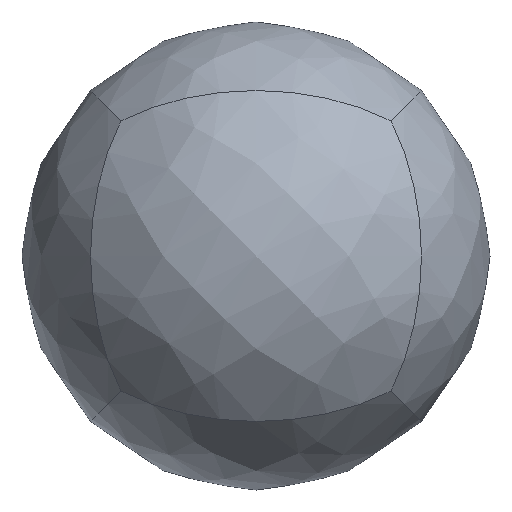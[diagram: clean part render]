
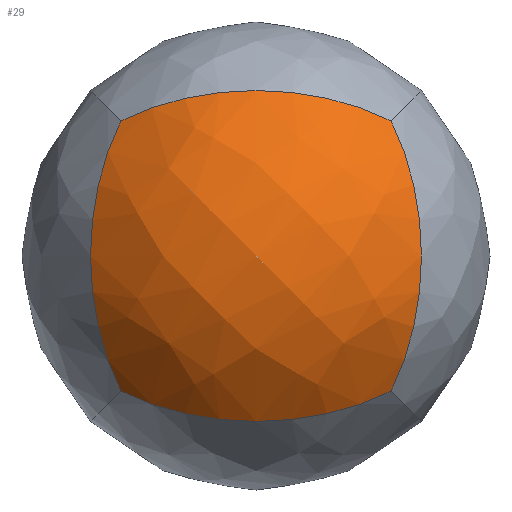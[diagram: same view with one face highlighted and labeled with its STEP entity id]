
A CAD part, front view. The second image highlights one B-rep face of the part: STEP entity #29.
In plain terms, the highlighted free-form (B-spline) face has degree [4, 4] with [5, 5] control points.
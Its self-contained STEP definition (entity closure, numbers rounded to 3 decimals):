
#29=ADVANCED_FACE('',(#35),#167,.T.);
#35=FACE_OUTER_BOUND('',#41,.T.);
#41=EDGE_LOOP('',(#59,#60,#61,#62));
#59=ORIENTED_EDGE('',*,*,#86,.F.);
#60=ORIENTED_EDGE('',*,*,#85,.F.);
#61=ORIENTED_EDGE('',*,*,#84,.F.);
#62=ORIENTED_EDGE('',*,*,#83,.F.);
#83=EDGE_CURVE('',#155,#156,#107,.T.);
#84=EDGE_CURVE('',#156,#157,#108,.T.);
#85=EDGE_CURVE('',#157,#158,#109,.T.);
#86=EDGE_CURVE('',#158,#155,#110,.T.);
#107=TRIMMED_CURVE($,#131,(#543),(#544),.T.,.CARTESIAN.);
#108=TRIMMED_CURVE($,#132,(#546),(#547),.T.,.CARTESIAN.);
#109=TRIMMED_CURVE($,#133,(#549),(#550),.T.,.CARTESIAN.);
#110=TRIMMED_CURVE($,#134,(#552),(#553),.T.,.CARTESIAN.);
#131=CIRCLE('',#278,1.);
#132=CIRCLE('',#279,1.);
#133=CIRCLE('',#280,1.);
#134=CIRCLE('',#281,1.);
#155=VERTEX_POINT('',#538);
#156=VERTEX_POINT('',#539);
#157=VERTEX_POINT('',#540);
#158=VERTEX_POINT('',#541);
#167=(
BOUNDED_SURFACE()
B_SPLINE_SURFACE(4,4,((#513,#514,#515,#516,#517),(#518,#519,#520,#521,#522),
(#523,#524,#525,#526,#527),(#528,#529,#530,#531,#532),(#533,#534,#535,#536,
#537)),.UNSPECIFIED.,.F.,.F.,.F.)
B_SPLINE_SURFACE_WITH_KNOTS((5,5),(5,5),(0.,1.),(0.,1.),.UNSPECIFIED.)
GEOMETRIC_REPRESENTATION_ITEM()
RATIONAL_B_SPLINE_SURFACE(((5.072,4.52,4.357,
4.52,5.072),(4.52,3.866,3.645,
3.866,4.52),(4.357,3.645,3.405,
3.645,4.357),(4.52,3.866,3.645,
3.866,4.52),(5.072,4.52,4.357,
4.52,5.072)))
REPRESENTATION_ITEM('')
SURFACE()
);
#278=AXIS2_PLACEMENT_3D($,#542,#322,#323);
#279=AXIS2_PLACEMENT_3D($,#545,#324,#325);
#280=AXIS2_PLACEMENT_3D($,#548,#326,#327);
#281=AXIS2_PLACEMENT_3D($,#551,#328,#329);
#322=DIRECTION('',(-0.707,0.707,0.));
#323=DIRECTION('',(-0.577,-0.577,-0.577));
#324=DIRECTION('',(0.,0.707,0.707));
#325=DIRECTION('',(-0.577,-0.577,0.577));
#326=DIRECTION('',(0.707,0.707,0.));
#327=DIRECTION('',(0.577,-0.577,0.577));
#328=DIRECTION('',(0.,0.707,-0.707));
#329=DIRECTION('',(0.577,-0.577,-0.577));
#513=CARTESIAN_POINT('',(-0.577,-0.577,-0.577));
#514=CARTESIAN_POINT('',(-0.71,-0.71,-0.313));
#515=CARTESIAN_POINT('',(-0.754,-0.754,0.));
#516=CARTESIAN_POINT('',(-0.71,-0.71,0.313));
#517=CARTESIAN_POINT('',(-0.577,-0.577,0.577));
#518=CARTESIAN_POINT('',(-0.313,-0.71,-0.71));
#519=CARTESIAN_POINT('',(-0.413,-1.,-0.413));
#520=CARTESIAN_POINT('',(-0.457,-1.12,0.));
#521=CARTESIAN_POINT('',(-0.413,-1.,0.413));
#522=CARTESIAN_POINT('',(-0.313,-0.71,0.71));
#523=CARTESIAN_POINT('',(0.,-0.754,-0.754));
#524=CARTESIAN_POINT('',(0.,-1.12,-0.457));
#525=CARTESIAN_POINT('',(0.,-1.28,0.));
#526=CARTESIAN_POINT('',(0.,-1.12,0.457));
#527=CARTESIAN_POINT('',(0.,-0.754,0.754));
#528=CARTESIAN_POINT('',(0.313,-0.71,-0.71));
#529=CARTESIAN_POINT('',(0.413,-1.,-0.413));
#530=CARTESIAN_POINT('',(0.457,-1.12,0.));
#531=CARTESIAN_POINT('',(0.413,-1.,0.413));
#532=CARTESIAN_POINT('',(0.313,-0.71,0.71));
#533=CARTESIAN_POINT('',(0.577,-0.577,-0.577));
#534=CARTESIAN_POINT('',(0.71,-0.71,-0.313));
#535=CARTESIAN_POINT('',(0.754,-0.754,0.));
#536=CARTESIAN_POINT('',(0.71,-0.71,0.313));
#537=CARTESIAN_POINT('',(0.577,-0.577,0.577));
#538=CARTESIAN_POINT('',(-0.577,-0.577,-0.577));
#539=CARTESIAN_POINT('',(-0.577,-0.577,0.577));
#540=CARTESIAN_POINT('',(0.577,-0.577,0.577));
#541=CARTESIAN_POINT('',(0.577,-0.577,-0.577));
#542=CARTESIAN_POINT('',(0.,0.,0.));
#543=CARTESIAN_POINT('',(-0.577,-0.577,-0.577));
#544=CARTESIAN_POINT('',(-0.577,-0.577,0.577));
#545=CARTESIAN_POINT('',(0.,0.,0.));
#546=CARTESIAN_POINT('',(-0.577,-0.577,0.577));
#547=CARTESIAN_POINT('',(0.577,-0.577,0.577));
#548=CARTESIAN_POINT('',(0.,0.,0.));
#549=CARTESIAN_POINT('',(0.577,-0.577,0.577));
#550=CARTESIAN_POINT('',(0.577,-0.577,-0.577));
#551=CARTESIAN_POINT('',(0.,0.,0.));
#552=CARTESIAN_POINT('',(0.577,-0.577,-0.577));
#553=CARTESIAN_POINT('',(-0.577,-0.577,-0.577));
